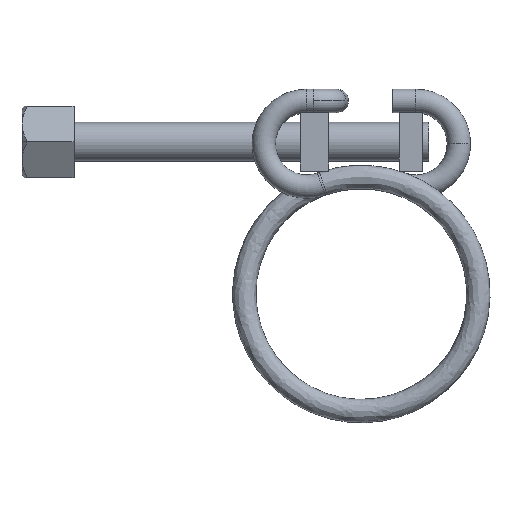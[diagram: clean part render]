
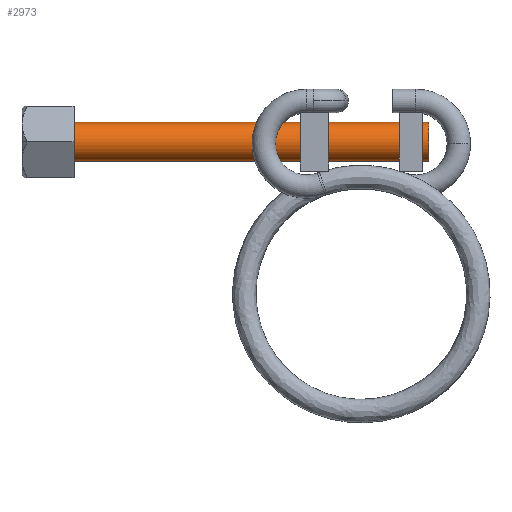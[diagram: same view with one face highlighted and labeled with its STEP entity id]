
A CAD part, top view. The second image highlights one B-rep face of the part: STEP entity #2973.
In plain terms, the highlighted cylindrical face has radius 1.5 mm (diameter 3 mm), a partial arc.
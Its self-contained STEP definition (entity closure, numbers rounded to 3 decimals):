
#6 = CIRCLE ( 'NONE', #4246, 1.5 ) ;
#442 = DIRECTION ( 'NONE',  ( 0., 1., 0. ) ) ;
#735 = DIRECTION ( 'NONE',  ( 1., 0., 0. ) ) ;
#863 = DIRECTION ( 'NONE',  ( 0., 1., 0. ) ) ;
#1020 = CARTESIAN_POINT ( 'NONE',  ( 5.205, 10.2, 0. ) ) ;
#1202 = LINE ( 'NONE', #8676, #6619 ) ;
#1380 = CARTESIAN_POINT ( 'NONE',  ( -22.095, 11.7, 0. ) ) ;
#1857 = CIRCLE ( 'NONE', #2283, 1.5 ) ;
#1943 = FACE_OUTER_BOUND ( 'NONE', #8570, .T. ) ;
#2179 = CARTESIAN_POINT ( 'NONE',  ( -22.095, 13.2, 0. ) ) ;
#2283 = AXIS2_PLACEMENT_3D ( 'NONE', #1380, #735, #863 ) ;
#2580 = VERTEX_POINT ( 'NONE', #2179 ) ;
#2664 = DIRECTION ( 'NONE',  ( -1., 0., 0. ) ) ;
#2973 = ADVANCED_FACE ( 'NONE', ( #1943 ), #3311, .T. ) ;
#3040 = EDGE_CURVE ( 'NONE', #5936, #2580, #3398, .T. ) ;
#3247 = DIRECTION ( 'NONE',  ( -1., 0., 0. ) ) ;
#3311 = CYLINDRICAL_SURFACE ( 'NONE', #4317, 1.5 ) ;
#3346 = EDGE_CURVE ( 'NONE', #8513, #4545, #1202, .T. ) ;
#3398 = LINE ( 'NONE', #6298, #5347 ) ;
#3818 = DIRECTION ( 'NONE',  ( 1., 0., 0. ) ) ;
#4145 = DIRECTION ( 'NONE',  ( -1., 0., 0. ) ) ;
#4246 = AXIS2_PLACEMENT_3D ( 'NONE', #5832, #3818, #442 ) ;
#4317 = AXIS2_PLACEMENT_3D ( 'NONE', #6040, #2664, #5418 ) ;
#4545 = VERTEX_POINT ( 'NONE', #4900 ) ;
#4900 = CARTESIAN_POINT ( 'NONE',  ( -22.095, 10.2, 0. ) ) ;
#4930 = ORIENTED_EDGE ( 'NONE', *, *, #3040, .T. ) ;
#5347 = VECTOR ( 'NONE', #4145, 1000. ) ;
#5418 = DIRECTION ( 'NONE',  ( 0., -1., 0. ) ) ;
#5832 = CARTESIAN_POINT ( 'NONE',  ( 5.205, 11.7, 0. ) ) ;
#5936 = VERTEX_POINT ( 'NONE', #8082 ) ;
#6040 = CARTESIAN_POINT ( 'NONE',  ( 5.205, 11.7, 0. ) ) ;
#6298 = CARTESIAN_POINT ( 'NONE',  ( 5.205, 13.2, 0. ) ) ;
#6619 = VECTOR ( 'NONE', #3247, 1000. ) ;
#7227 = ORIENTED_EDGE ( 'NONE', *, *, #8045, .F. ) ;
#7620 = ORIENTED_EDGE ( 'NONE', *, *, #3346, .F. ) ;
#8045 = EDGE_CURVE ( 'NONE', #5936, #8513, #6, .T. ) ;
#8082 = CARTESIAN_POINT ( 'NONE',  ( 5.205, 13.2, 0. ) ) ;
#8466 = EDGE_CURVE ( 'NONE', #2580, #4545, #1857, .T. ) ;
#8513 = VERTEX_POINT ( 'NONE', #1020 ) ;
#8539 = ORIENTED_EDGE ( 'NONE', *, *, #8466, .T. ) ;
#8570 = EDGE_LOOP ( 'NONE', ( #7227, #4930, #8539, #7620 ) ) ;
#8676 = CARTESIAN_POINT ( 'NONE',  ( 5.205, 10.2, 0. ) ) ;
